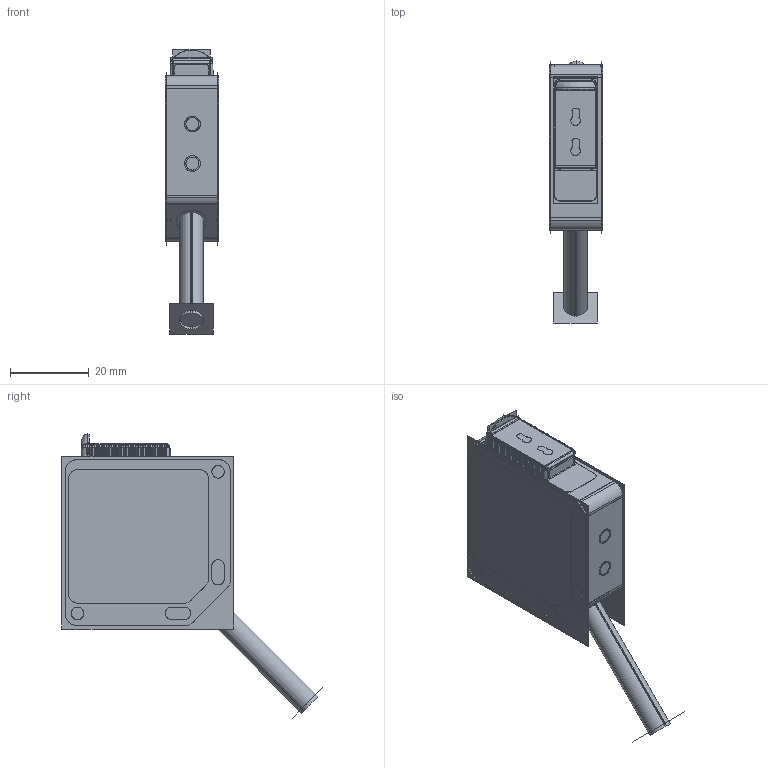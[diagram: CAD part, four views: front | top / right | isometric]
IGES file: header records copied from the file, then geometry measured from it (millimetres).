
Start section:  PTC IGES file: 188705.igs
Global section: file name: 188705.igs; native system: Creo Parametric by Parametric Technology Corporation; preprocessor: 2013230; author: pdmadmin; organization: Unknown; date: 20151106.065134; units: millimetre
Bounding box: 13.45 x 66.36 x 72.07 mm (x, y, z)
Volume: 12097.3 mm3; surface area: 88508.8 mm2
Topology: 7 solids, 9 shells, 1382 faces, 7154 edges, 8964 vertices
Faces by surface type: bspline 816, revolution 566
